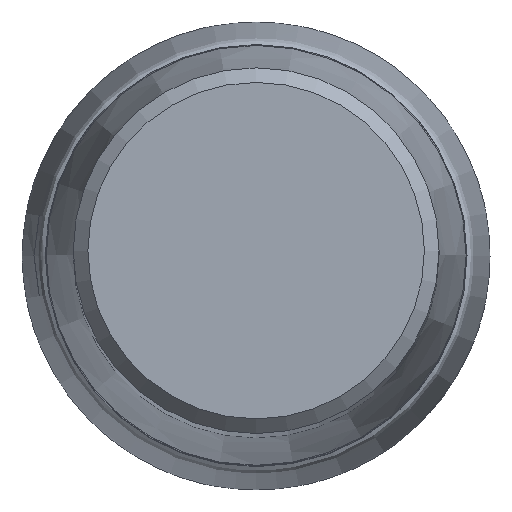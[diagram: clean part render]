
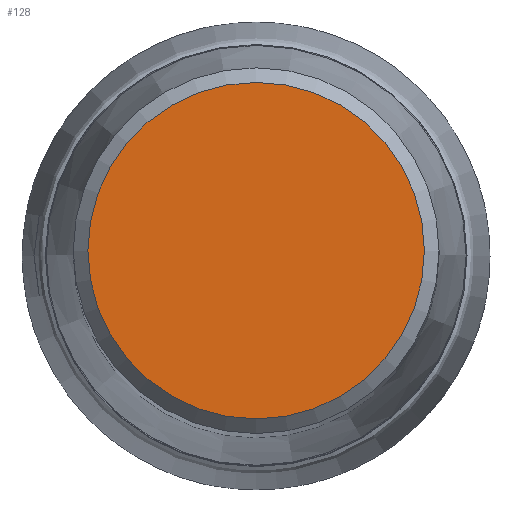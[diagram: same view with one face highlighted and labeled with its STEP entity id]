
A CAD part, top view. The second image highlights one B-rep face of the part: STEP entity #128.
In plain terms, the highlighted planar face has unit normal (0, 0, 1).
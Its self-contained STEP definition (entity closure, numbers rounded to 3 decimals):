
#107=PLANE('',#440);
#110=FACE_OUTER_BOUND('',#198,.T.);
#128=ADVANCED_FACE('CLONE_TP_FACE',(#110),#107,.T.);
#198=EDGE_LOOP('',(#236));
#236=ORIENTED_EDGE('',*,*,#292,.T.);
#272=VERTEX_POINT('',#612);
#292=EDGE_CURVE('',#272,#272,#311,.T.);
#311=CIRCLE('',#439,11.497);
#439=AXIS2_PLACEMENT_3D('',#611,#514,#515);
#440=AXIS2_PLACEMENT_3D('',#613,#516,#517);
#514=DIRECTION('',(0.,0.,1.));
#515=DIRECTION('',(1.,0.,0.));
#516=DIRECTION('',(0.,0.,1.));
#517=DIRECTION('',(-1.,0.,0.));
#611=CARTESIAN_POINT('',(0.,0.,0.));
#612=CARTESIAN_POINT('',(11.497,0.,0.));
#613=CARTESIAN_POINT('',(0.,0.,0.));
